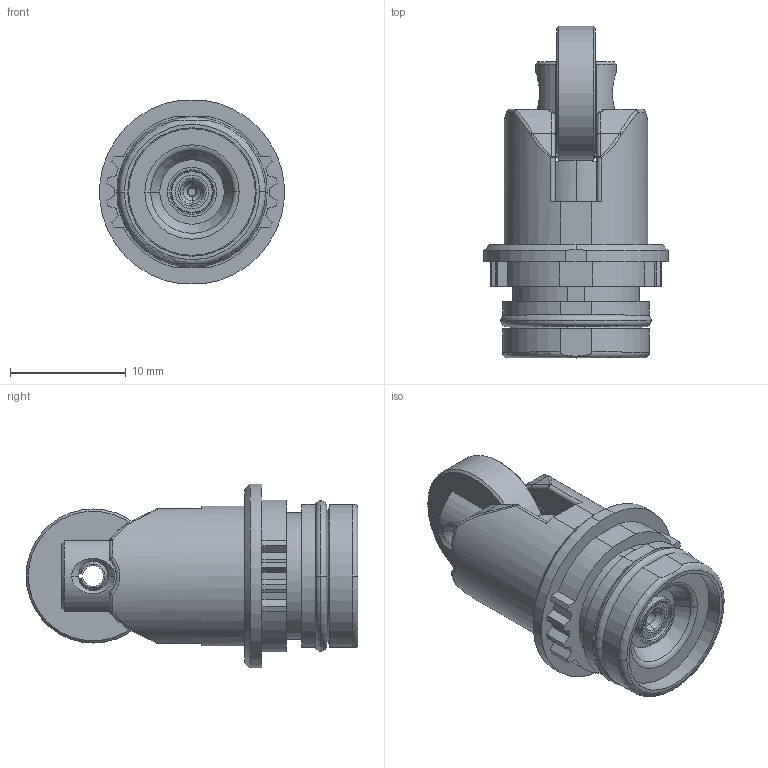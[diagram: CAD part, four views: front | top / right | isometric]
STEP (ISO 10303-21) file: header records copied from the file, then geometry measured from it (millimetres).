
FILE_DESCRIPTION(('STEP AP242'),'1');
FILE_NAME('switch_zce02.stp','2019-10-02T15:20:11',('TraceParts'),('TraceParts S.A.'),'Spatial InterOp 3D',' ',' ');
FILE_SCHEMA(('AP242_MANAGED_MODEL_BASED_3D_ENGINEERING_MIM_LF {1 0 10303 442 1 1 4}'));
Length unit declared in the file: millimetre
Products named in the file (1): switch_zce02_1
Bounding box: 15.94 x 28.7 x 15.9 mm (x, y, z)
Volume: 2171.6 mm3; surface area: 3803.4 mm2
Topology: 11 solids, 11 shells, 385 faces, 898 edges, 548 vertices
Faces by surface type: cylinder 125, plane 85, torus 68, cone 51, sphere 30, bspline 26
Entity records: 14260 total; most frequent: CARTESIAN_POINT 5279, DIRECTION 2033, ORIENTED_EDGE 1792, EDGE_CURVE 896, AXIS2_PLACEMENT_3D 866, VERTEX_POINT 548, CIRCLE 496, EDGE_LOOP 418
